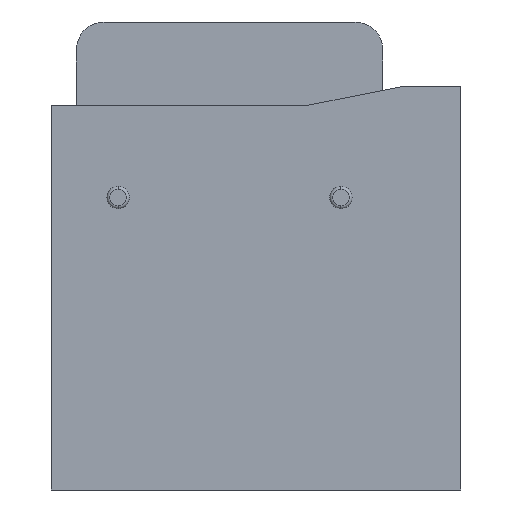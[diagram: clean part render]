
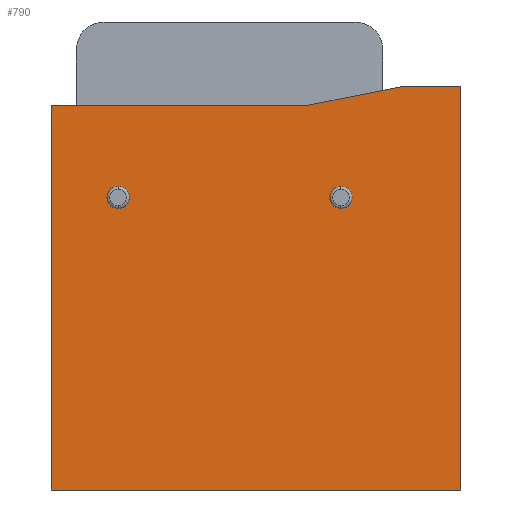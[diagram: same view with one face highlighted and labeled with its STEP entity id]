
A CAD part, front view. The second image highlights one B-rep face of the part: STEP entity #790.
In plain terms, the highlighted planar face has unit normal (0, -1, 0).
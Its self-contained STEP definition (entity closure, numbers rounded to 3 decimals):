
#5 = VERTEX_POINT ( 'NONE', #1064 ) ;
#11 = EDGE_CURVE ( 'NONE', #662, #614, #989, .T. ) ;
#31 = CARTESIAN_POINT ( 'NONE',  ( -4.95, 0., 3.25 ) ) ;
#52 = FACE_OUTER_BOUND ( 'NONE', #483, .T. ) ;
#107 = ORIENTED_EDGE ( 'NONE', *, *, #559, .F. ) ;
#108 = DIRECTION ( 'NONE',  ( 0., 0., -1. ) ) ;
#110 = DIRECTION ( 'NONE',  ( 0., 0., -1. ) ) ;
#149 = CARTESIAN_POINT ( 'NONE',  ( -4.95, 0., 3.25 ) ) ;
#160 = CARTESIAN_POINT ( 'NONE',  ( 1.825, 0., 6.55 ) ) ;
#183 = DIRECTION ( 'NONE',  ( 0., -1., 0. ) ) ;
#188 = AXIS2_PLACEMENT_3D ( 'NONE', #1051, #183, #110 ) ;
#221 = VERTEX_POINT ( 'NONE', #460 ) ;
#230 = AXIS2_PLACEMENT_3D ( 'NONE', #31, #880, #108 ) ;
#233 = LINE ( 'NONE', #675, #789 ) ;
#238 = DIRECTION ( 'NONE',  ( 0., 0., -1. ) ) ;
#257 = VERTEX_POINT ( 'NONE', #981 ) ;
#258 = CARTESIAN_POINT ( 'NONE',  ( -7.35, 0., 6.55 ) ) ;
#271 = CARTESIAN_POINT ( 'NONE',  ( 5.328, 0., 7.25 ) ) ;
#276 = LINE ( 'NONE', #980, #1016 ) ;
#285 = CARTESIAN_POINT ( 'NONE',  ( 3.05, 0., 2.85 ) ) ;
#293 = DIRECTION ( 'NONE',  ( 0., 0., -1. ) ) ;
#306 = VERTEX_POINT ( 'NONE', #869 ) ;
#310 = DIRECTION ( 'NONE',  ( 0., -1., 0. ) ) ;
#326 = ORIENTED_EDGE ( 'NONE', *, *, #358, .F. ) ;
#327 = DIRECTION ( 'NONE',  ( 0., -1., 0. ) ) ;
#358 = EDGE_CURVE ( 'NONE', #257, #5, #381, .T. ) ;
#363 = FACE_BOUND ( 'NONE', #574, .T. ) ;
#381 = CIRCLE ( 'NONE', #822, 0.4 ) ;
#405 = EDGE_CURVE ( 'NONE', #1055, #221, #233, .T. ) ;
#423 = CARTESIAN_POINT ( 'NONE',  ( -7.35, 0., 6.55 ) ) ;
#432 = CARTESIAN_POINT ( 'NONE',  ( 7.35, 0., 7.25 ) ) ;
#451 = VECTOR ( 'NONE', #1104, 1000. ) ;
#459 = EDGE_CURVE ( 'NONE', #306, #642, #731, .T. ) ;
#460 = CARTESIAN_POINT ( 'NONE',  ( 7.35, 0., -7.25 ) ) ;
#479 = PLANE ( 'NONE',  #996 ) ;
#483 = EDGE_LOOP ( 'NONE', ( #1048, #1111, #1018, #107, #753, #921 ) ) ;
#504 = DIRECTION ( 'NONE',  ( -0.981, 0., -0.196 ) ) ;
#508 = LINE ( 'NONE', #160, #712 ) ;
#524 = CARTESIAN_POINT ( 'NONE',  ( 3.05, 0., 3.65 ) ) ;
#530 = VECTOR ( 'NONE', #1082, 1000. ) ;
#548 = ORIENTED_EDGE ( 'NONE', *, *, #11, .F. ) ;
#559 = EDGE_CURVE ( 'NONE', #221, #306, #276, .T. ) ;
#574 = EDGE_LOOP ( 'NONE', ( #1001, #326 ) ) ;
#614 = VERTEX_POINT ( 'NONE', #285 ) ;
#642 = VERTEX_POINT ( 'NONE', #258 ) ;
#662 = VERTEX_POINT ( 'NONE', #524 ) ;
#675 = CARTESIAN_POINT ( 'NONE',  ( 7.35, 0., 7.25 ) ) ;
#683 = CIRCLE ( 'NONE', #230, 0.4 ) ;
#706 = VERTEX_POINT ( 'NONE', #793 ) ;
#712 = VECTOR ( 'NONE', #504, 1000. ) ;
#731 = LINE ( 'NONE', #901, #530 ) ;
#740 = DIRECTION ( 'NONE',  ( 0., -1., 0. ) ) ;
#749 = CIRCLE ( 'NONE', #780, 0.4 ) ;
#753 = ORIENTED_EDGE ( 'NONE', *, *, #405, .F. ) ;
#764 = EDGE_CURVE ( 'NONE', #5, #257, #683, .T. ) ;
#780 = AXIS2_PLACEMENT_3D ( 'NONE', #900, #310, #293 ) ;
#782 = DIRECTION ( 'NONE',  ( -1., 0., 0. ) ) ;
#785 = VECTOR ( 'NONE', #782, 1000. ) ;
#789 = VECTOR ( 'NONE', #238, 1000. ) ;
#790 = ADVANCED_FACE ( 'NONE', ( #886, #363, #52 ), #479, .T. ) ;
#793 = CARTESIAN_POINT ( 'NONE',  ( 1.825, 0., 6.55 ) ) ;
#822 = AXIS2_PLACEMENT_3D ( 'NONE', #149, #327, #847 ) ;
#827 = CARTESIAN_POINT ( 'NONE',  ( 0., 0., 0. ) ) ;
#846 = LINE ( 'NONE', #1108, #451 ) ;
#847 = DIRECTION ( 'NONE',  ( 0., 0., -1. ) ) ;
#863 = EDGE_CURVE ( 'NONE', #614, #662, #749, .T. ) ;
#869 = CARTESIAN_POINT ( 'NONE',  ( -7.35, 0., -7.25 ) ) ;
#880 = DIRECTION ( 'NONE',  ( 0., -1., 0. ) ) ;
#886 = FACE_BOUND ( 'NONE', #973, .T. ) ;
#890 = DIRECTION ( 'NONE',  ( -1., 0., 0. ) ) ;
#900 = CARTESIAN_POINT ( 'NONE',  ( 3.05, 0., 3.25 ) ) ;
#901 = CARTESIAN_POINT ( 'NONE',  ( -7.35, 0., 7.25 ) ) ;
#913 = ORIENTED_EDGE ( 'NONE', *, *, #863, .F. ) ;
#921 = ORIENTED_EDGE ( 'NONE', *, *, #943, .F. ) ;
#923 = DIRECTION ( 'NONE',  ( 0., 0., -1. ) ) ;
#932 = LINE ( 'NONE', #423, #785 ) ;
#943 = EDGE_CURVE ( 'NONE', #1009, #1055, #846, .T. ) ;
#973 = EDGE_LOOP ( 'NONE', ( #548, #913 ) ) ;
#980 = CARTESIAN_POINT ( 'NONE',  ( -7.35, 0., -7.25 ) ) ;
#981 = CARTESIAN_POINT ( 'NONE',  ( -4.95, 0., 2.85 ) ) ;
#989 = CIRCLE ( 'NONE', #188, 0.4 ) ;
#996 = AXIS2_PLACEMENT_3D ( 'NONE', #827, #740, #923 ) ;
#1001 = ORIENTED_EDGE ( 'NONE', *, *, #764, .F. ) ;
#1009 = VERTEX_POINT ( 'NONE', #271 ) ;
#1016 = VECTOR ( 'NONE', #890, 1000. ) ;
#1018 = ORIENTED_EDGE ( 'NONE', *, *, #459, .F. ) ;
#1048 = ORIENTED_EDGE ( 'NONE', *, *, #1103, .T. ) ;
#1051 = CARTESIAN_POINT ( 'NONE',  ( 3.05, 0., 3.25 ) ) ;
#1055 = VERTEX_POINT ( 'NONE', #432 ) ;
#1064 = CARTESIAN_POINT ( 'NONE',  ( -4.95, 0., 3.65 ) ) ;
#1082 = DIRECTION ( 'NONE',  ( 0., 0., 1. ) ) ;
#1100 = EDGE_CURVE ( 'NONE', #706, #642, #932, .T. ) ;
#1103 = EDGE_CURVE ( 'NONE', #1009, #706, #508, .T. ) ;
#1104 = DIRECTION ( 'NONE',  ( 1., 0., 0. ) ) ;
#1108 = CARTESIAN_POINT ( 'NONE',  ( -7.35, 0., 7.25 ) ) ;
#1111 = ORIENTED_EDGE ( 'NONE', *, *, #1100, .T. ) ;
